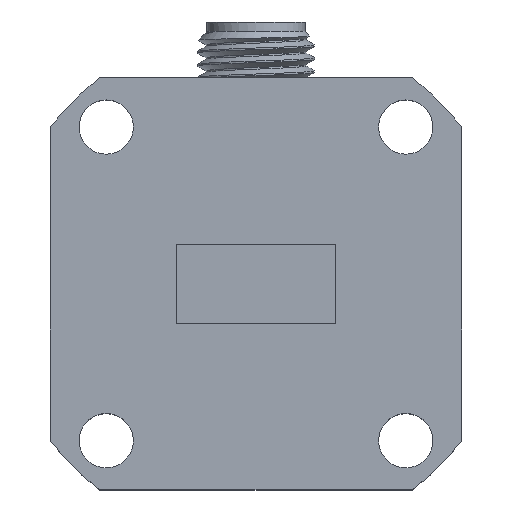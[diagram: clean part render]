
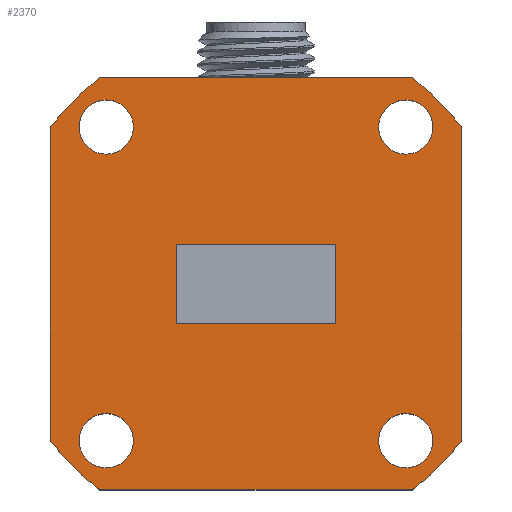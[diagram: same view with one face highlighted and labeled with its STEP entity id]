
A CAD part, top view. The second image highlights one B-rep face of the part: STEP entity #2370.
In plain terms, the highlighted planar face has unit normal (0, 0, 1).
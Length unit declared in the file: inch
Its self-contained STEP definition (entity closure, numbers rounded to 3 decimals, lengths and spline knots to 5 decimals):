
#69 = VERTEX_POINT ( 'NONE', #2493 ) ;
#87 = ORIENTED_EDGE ( 'NONE', *, *, #2948, .F. ) ;
#97 = CARTESIAN_POINT ( 'NONE',  ( 0.44, -0.33415, 0. ) ) ;
#108 = LINE ( 'NONE', #708, #2743 ) ;
#191 = ORIENTED_EDGE ( 'NONE', *, *, #1362, .F. ) ;
#245 = CARTESIAN_POINT ( 'NONE',  ( 0.378, -0.335, 0. ) ) ;
#294 = VERTEX_POINT ( 'NONE', #608 ) ;
#353 = AXIS2_PLACEMENT_3D ( 'NONE', #3040, #1630, #3305 ) ;
#364 = LINE ( 'NONE', #622, #1681 ) ;
#450 = AXIS2_PLACEMENT_3D ( 'NONE', #2071, #928, #633 ) ;
#520 = VECTOR ( 'NONE', #2214, 39.37008 ) ;
#546 = ORIENTED_EDGE ( 'NONE', *, *, #1908, .T. ) ;
#553 = EDGE_CURVE ( 'NONE', #294, #2888, #364, .T. ) ;
#567 = LINE ( 'NONE', #946, #1677 ) ;
#568 = EDGE_LOOP ( 'NONE', ( #853, #1633, #643, #3642, #546, #2029, #688, #2399 ) ) ;
#576 = EDGE_LOOP ( 'NONE', ( #191 ) ) ;
#577 = LINE ( 'NONE', #2516, #1988 ) ;
#608 = CARTESIAN_POINT ( 'NONE',  ( -0.44, 0.33415, 0. ) ) ;
#622 = CARTESIAN_POINT ( 'NONE',  ( -0.44, -0.44, 0. ) ) ;
#632 = AXIS2_PLACEMENT_3D ( 'NONE', #669, #2599, #2638 ) ;
#633 = DIRECTION ( 'NONE',  ( 1., 0., 0. ) ) ;
#643 = ORIENTED_EDGE ( 'NONE', *, *, #2080, .T. ) ;
#669 = CARTESIAN_POINT ( 'NONE',  ( 0., 0., 0. ) ) ;
#688 = ORIENTED_EDGE ( 'NONE', *, *, #2730, .T. ) ;
#708 = CARTESIAN_POINT ( 'NONE',  ( -0.44, 0.44, 0. ) ) ;
#748 = ORIENTED_EDGE ( 'NONE', *, *, #3431, .F. ) ;
#798 = DIRECTION ( 'NONE',  ( -1., 0., 0. ) ) ;
#809 = VERTEX_POINT ( 'NONE', #1339 ) ;
#853 = ORIENTED_EDGE ( 'NONE', *, *, #553, .T. ) ;
#878 = EDGE_CURVE ( 'NONE', #1298, #2888, #2692, .T. ) ;
#902 = EDGE_LOOP ( 'NONE', ( #2039 ) ) ;
#915 = FACE_OUTER_BOUND ( 'NONE', #568, .T. ) ;
#928 = DIRECTION ( 'NONE',  ( 0., 0., 1. ) ) ;
#946 = CARTESIAN_POINT ( 'NONE',  ( -0.44, -0.44, 0. ) ) ;
#956 = DIRECTION ( 'NONE',  ( -1., 0., 0. ) ) ;
#959 = FACE_BOUND ( 'NONE', #576, .T. ) ;
#993 = PLANE ( 'NONE',  #2610 ) ;
#1018 = CIRCLE ( 'NONE', #1712, 0.058 ) ;
#1031 = CARTESIAN_POINT ( 'NONE',  ( 0.44, -0.44, 0. ) ) ;
#1064 = CARTESIAN_POINT ( 'NONE',  ( -0.44, -0.33415, 0. ) ) ;
#1088 = CIRCLE ( 'NONE', #2552, 0.058 ) ;
#1116 = CARTESIAN_POINT ( 'NONE',  ( -0.32, 0.335, 0. ) ) ;
#1132 = EDGE_LOOP ( 'NONE', ( #2923, #1601, #3090, #1494 ) ) ;
#1186 = VERTEX_POINT ( 'NONE', #3333 ) ;
#1192 = CARTESIAN_POINT ( 'NONE',  ( -0.33415, -0.44, 0. ) ) ;
#1193 = VERTEX_POINT ( 'NONE', #2269 ) ;
#1196 = DIRECTION ( 'NONE',  ( 1., 0., 0. ) ) ;
#1208 = DIRECTION ( 'NONE',  ( 0., 0., -1. ) ) ;
#1240 = CARTESIAN_POINT ( 'NONE',  ( 0.44, 0.33415, 0. ) ) ;
#1246 = VERTEX_POINT ( 'NONE', #2831 ) ;
#1264 = LINE ( 'NONE', #1031, #520 ) ;
#1298 = VERTEX_POINT ( 'NONE', #1192 ) ;
#1339 = CARTESIAN_POINT ( 'NONE',  ( 0.378, 0.335, 0. ) ) ;
#1362 = EDGE_CURVE ( 'NONE', #69, #69, #2103, .T. ) ;
#1402 = EDGE_CURVE ( 'NONE', #2248, #2097, #2780, .T. ) ;
#1484 = FACE_BOUND ( 'NONE', #902, .T. ) ;
#1494 = ORIENTED_EDGE ( 'NONE', *, *, #2264, .F. ) ;
#1518 = CARTESIAN_POINT ( 'NONE',  ( 0.17, -0.085, 0. ) ) ;
#1583 = FACE_BOUND ( 'NONE', #1132, .T. ) ;
#1601 = ORIENTED_EDGE ( 'NONE', *, *, #1686, .T. ) ;
#1630 = DIRECTION ( 'NONE',  ( 0., 0., -1. ) ) ;
#1633 = ORIENTED_EDGE ( 'NONE', *, *, #878, .F. ) ;
#1659 = DIRECTION ( 'NONE',  ( 0., 1., 0. ) ) ;
#1663 = DIRECTION ( 'NONE',  ( 1., 0., 0. ) ) ;
#1677 = VECTOR ( 'NONE', #1196, 39.37008 ) ;
#1681 = VECTOR ( 'NONE', #1990, 39.37008 ) ;
#1686 = EDGE_CURVE ( 'NONE', #1784, #2431, #2582, .T. ) ;
#1712 = AXIS2_PLACEMENT_3D ( 'NONE', #1116, #2819, #3102 ) ;
#1784 = VERTEX_POINT ( 'NONE', #3055 ) ;
#1842 = DIRECTION ( 'NONE',  ( 0., 0., -1. ) ) ;
#1867 = CARTESIAN_POINT ( 'NONE',  ( 0., 0., 0. ) ) ;
#1883 = AXIS2_PLACEMENT_3D ( 'NONE', #2605, #2619, #2899 ) ;
#1901 = EDGE_CURVE ( 'NONE', #809, #809, #1088, .T. ) ;
#1908 = EDGE_CURVE ( 'NONE', #2248, #2783, #1264, .T. ) ;
#1909 = DIRECTION ( 'NONE',  ( 0., 0., -1. ) ) ;
#1953 = AXIS2_PLACEMENT_3D ( 'NONE', #3598, #1909, #798 ) ;
#1988 = VECTOR ( 'NONE', #1659, 39.37008 ) ;
#1990 = DIRECTION ( 'NONE',  ( 0., -1., 0. ) ) ;
#2018 = EDGE_LOOP ( 'NONE', ( #748 ) ) ;
#2029 = ORIENTED_EDGE ( 'NONE', *, *, #3456, .T. ) ;
#2039 = ORIENTED_EDGE ( 'NONE', *, *, #1901, .F. ) ;
#2066 = CARTESIAN_POINT ( 'NONE',  ( 0.33415, -0.44, 0. ) ) ;
#2071 = CARTESIAN_POINT ( 'NONE',  ( 0.32, -0.335, 0. ) ) ;
#2080 = EDGE_CURVE ( 'NONE', #1298, #2097, #567, .T. ) ;
#2097 = VERTEX_POINT ( 'NONE', #2066 ) ;
#2103 = CIRCLE ( 'NONE', #1883, 0.058 ) ;
#2214 = DIRECTION ( 'NONE',  ( 0., 1., 0. ) ) ;
#2221 = CARTESIAN_POINT ( 'NONE',  ( 0.32, 0.335, 0. ) ) ;
#2248 = VERTEX_POINT ( 'NONE', #97 ) ;
#2264 = EDGE_CURVE ( 'NONE', #1246, #1193, #3218, .T. ) ;
#2269 = CARTESIAN_POINT ( 'NONE',  ( 0.17, -0.085, 0. ) ) ;
#2336 = CARTESIAN_POINT ( 'NONE',  ( 0., 0., 0. ) ) ;
#2370 = ADVANCED_FACE ( 'NONE', ( #2634, #959, #3420, #1484, #915, #1583 ), #993, .F. ) ;
#2381 = LINE ( 'NONE', #1518, #3494 ) ;
#2399 = ORIENTED_EDGE ( 'NONE', *, *, #2483, .F. ) ;
#2431 = VERTEX_POINT ( 'NONE', #2720 ) ;
#2447 = AXIS2_PLACEMENT_3D ( 'NONE', #2336, #1208, #956 ) ;
#2468 = CIRCLE ( 'NONE', #353, 0.5525 ) ;
#2483 = EDGE_CURVE ( 'NONE', #294, #3550, #2468, .T. ) ;
#2493 = CARTESIAN_POINT ( 'NONE',  ( -0.262, -0.335, 0. ) ) ;
#2516 = CARTESIAN_POINT ( 'NONE',  ( -0.17, -0.085, 0. ) ) ;
#2552 = AXIS2_PLACEMENT_3D ( 'NONE', #2221, #3074, #1663 ) ;
#2582 = LINE ( 'NONE', #3512, #2675 ) ;
#2590 = EDGE_LOOP ( 'NONE', ( #87 ) ) ;
#2599 = DIRECTION ( 'NONE',  ( 0., 0., 1. ) ) ;
#2605 = CARTESIAN_POINT ( 'NONE',  ( -0.32, -0.335, 0. ) ) ;
#2610 = AXIS2_PLACEMENT_3D ( 'NONE', #1867, #1842, #3004 ) ;
#2619 = DIRECTION ( 'NONE',  ( 0., 0., 1. ) ) ;
#2628 = CARTESIAN_POINT ( 'NONE',  ( -0.17, -0.085, 0. ) ) ;
#2634 = FACE_BOUND ( 'NONE', #2018, .T. ) ;
#2638 = DIRECTION ( 'NONE',  ( 1., 0., 0. ) ) ;
#2652 = DIRECTION ( 'NONE',  ( 0., 1., 0. ) ) ;
#2663 = CIRCLE ( 'NONE', #632, 0.5525 ) ;
#2675 = VECTOR ( 'NONE', #2965, 39.37008 ) ;
#2692 = CIRCLE ( 'NONE', #1953, 0.5525 ) ;
#2704 = EDGE_CURVE ( 'NONE', #1193, #2431, #2381, .T. ) ;
#2720 = CARTESIAN_POINT ( 'NONE',  ( 0.17, 0.085, 0. ) ) ;
#2730 = EDGE_CURVE ( 'NONE', #3121, #3550, #108, .T. ) ;
#2743 = VECTOR ( 'NONE', #2921, 39.37008 ) ;
#2780 = CIRCLE ( 'NONE', #2447, 0.5525 ) ;
#2783 = VERTEX_POINT ( 'NONE', #1240 ) ;
#2795 = CIRCLE ( 'NONE', #450, 0.058 ) ;
#2816 = EDGE_CURVE ( 'NONE', #1246, #1784, #577, .T. ) ;
#2819 = DIRECTION ( 'NONE',  ( 0., 0., 1. ) ) ;
#2831 = CARTESIAN_POINT ( 'NONE',  ( -0.17, -0.085, 0. ) ) ;
#2832 = CARTESIAN_POINT ( 'NONE',  ( 0.33415, 0.44, 0. ) ) ;
#2888 = VERTEX_POINT ( 'NONE', #1064 ) ;
#2899 = DIRECTION ( 'NONE',  ( 1., 0., 0. ) ) ;
#2921 = DIRECTION ( 'NONE',  ( -1., 0., 0. ) ) ;
#2923 = ORIENTED_EDGE ( 'NONE', *, *, #2816, .T. ) ;
#2939 = DIRECTION ( 'NONE',  ( 1., 0., 0. ) ) ;
#2948 = EDGE_CURVE ( 'NONE', #1186, #1186, #1018, .T. ) ;
#2965 = DIRECTION ( 'NONE',  ( 1., 0., 0. ) ) ;
#3004 = DIRECTION ( 'NONE',  ( -1., 0., 0. ) ) ;
#3040 = CARTESIAN_POINT ( 'NONE',  ( 0., 0., 0. ) ) ;
#3055 = CARTESIAN_POINT ( 'NONE',  ( -0.17, 0.085, 0. ) ) ;
#3074 = DIRECTION ( 'NONE',  ( 0., 0., 1. ) ) ;
#3090 = ORIENTED_EDGE ( 'NONE', *, *, #2704, .F. ) ;
#3102 = DIRECTION ( 'NONE',  ( 1., 0., 0. ) ) ;
#3121 = VERTEX_POINT ( 'NONE', #2832 ) ;
#3134 = VECTOR ( 'NONE', #2939, 39.37008 ) ;
#3218 = LINE ( 'NONE', #2628, #3134 ) ;
#3305 = DIRECTION ( 'NONE',  ( -1., 0., 0. ) ) ;
#3333 = CARTESIAN_POINT ( 'NONE',  ( -0.262, 0.335, 0. ) ) ;
#3420 = FACE_BOUND ( 'NONE', #2590, .T. ) ;
#3431 = EDGE_CURVE ( 'NONE', #3505, #3505, #2795, .T. ) ;
#3456 = EDGE_CURVE ( 'NONE', #2783, #3121, #2663, .T. ) ;
#3494 = VECTOR ( 'NONE', #2652, 39.37008 ) ;
#3505 = VERTEX_POINT ( 'NONE', #245 ) ;
#3512 = CARTESIAN_POINT ( 'NONE',  ( -0.17, 0.085, 0. ) ) ;
#3550 = VERTEX_POINT ( 'NONE', #3555 ) ;
#3555 = CARTESIAN_POINT ( 'NONE',  ( -0.33415, 0.44, 0. ) ) ;
#3598 = CARTESIAN_POINT ( 'NONE',  ( 0., 0., 0. ) ) ;
#3642 = ORIENTED_EDGE ( 'NONE', *, *, #1402, .F. ) ;
